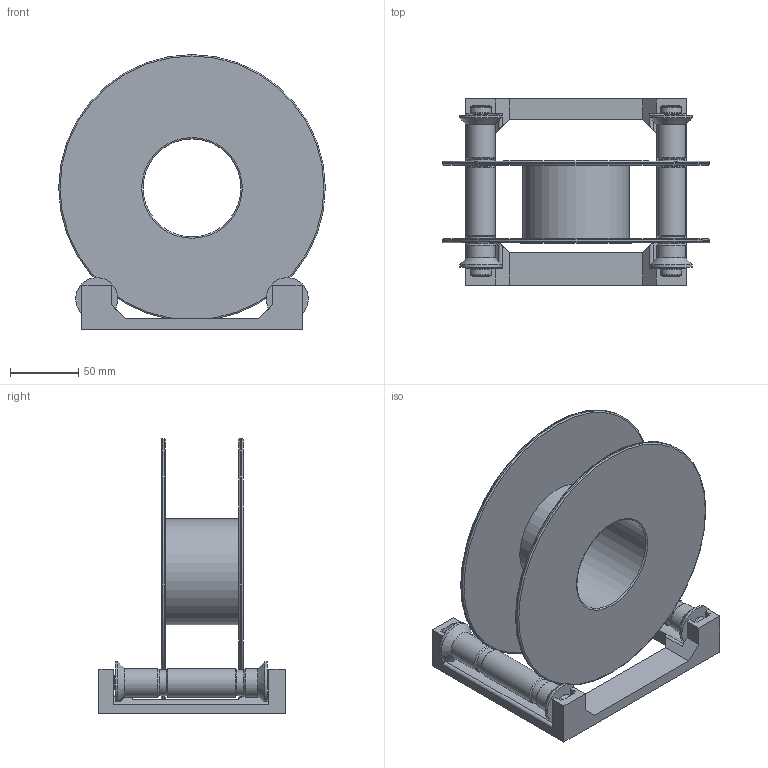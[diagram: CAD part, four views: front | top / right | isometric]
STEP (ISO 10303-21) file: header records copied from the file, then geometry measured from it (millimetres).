
FILE_DESCRIPTION(/* description */ ('','CAx-IF Rec.Pracs.---Representation and Presentation of Product Manufacturing Information (PMI)---4.0---2014-10-13'),/* implementation_level */ '2;1');
FILE_NAME(/* name */ '400_30__Spool_Holder_Outside__asmbl___V1.0 v22.step',/* time_stamp */ '2025-03-16T09:33:24+01:00',/* author */ (''),/* organization */ (''),/* preprocessor_version */ 'ST-DEVELOPER v20',/* originating_system */ 'Autodesk Translation Framework v13.20.0.188',/* authorisation */ '');
FILE_SCHEMA (('AP242_MANAGED_MODEL_BASED_3D_ENGINEERING_MIM_LF { 1 0 10303 442 1 1 4 }'));
Length unit declared in the file: millimetre
Products named in the file (6): 400_30__Spool_Holder_Outside__asmbl___V1.0; 02_65__XP__Spool_Holder_Body___V1.0; 02_64__XP__Spool_Holder_Roll___V1.0; M1B__Pin_Roller_Spool_Holder___V1.0; 688shielded; 05_09__XP__1Kg_Spool___V1.0
Assembly tree (12 placements, depth 2):
  400_30__Spool_Holder_Outside__asmbl___V1.0
    688shielded  x4
    M1B__Pin_Roller_Spool_Holder___V1.0  x4
    02_65__XP__Spool_Holder_Body___V1.0
    02_64__XP__Spool_Holder_Roll___V1.0  x2
    05_09__XP__1Kg_Spool___V1.0
Bounding box: 196 x 137 x 202 mm (x, y, z)
Volume: 376163.7 mm3; surface area: 203657.4 mm2
Topology: 26 solids, 26 shells, 323 faces, 642 edges, 398 vertices
Faces by surface type: plane 133, cylinder 106, cone 78, torus 6
Full cylindrical faces by diameter (mm): 4 x4, 8 x14, 8.2 x2, 8.3 x2, 10 x6, 10.2 x16, 10.8 x4, 11.2 x4, 11.8 x4, 14.4 x4, 15 x8, 16 x4, 19 x4, 21 x6, 31 x4, 72 x1, 78 x1, 196 x2
Entity records: 4722 total; most frequent: DIRECTION 846, CARTESIAN_POINT 763, ORIENTED_EDGE 718, EDGE_CURVE 359, AXIS2_PLACEMENT_3D 310, VERTEX_POINT 227, LINE 226, VECTOR 226
